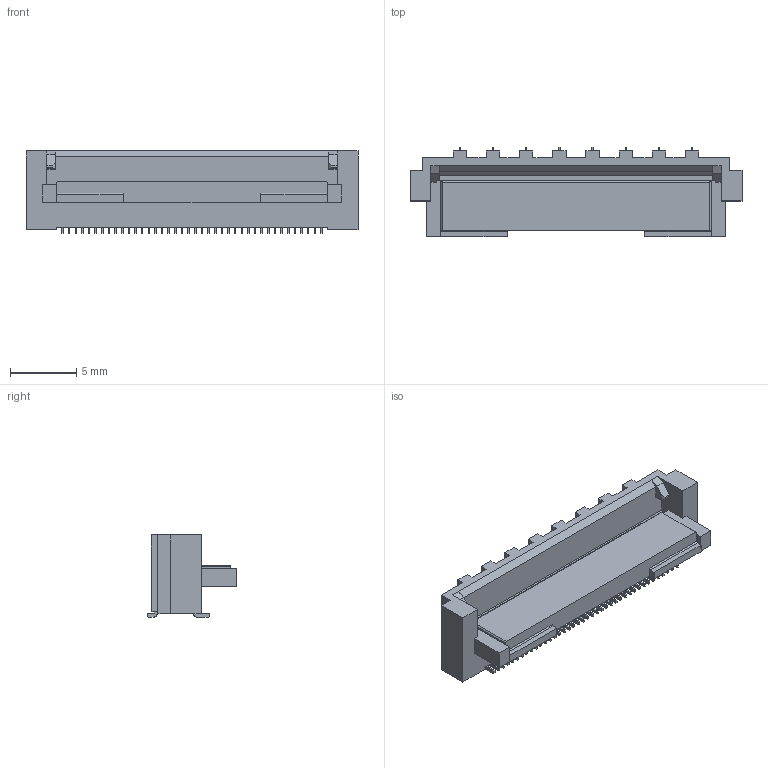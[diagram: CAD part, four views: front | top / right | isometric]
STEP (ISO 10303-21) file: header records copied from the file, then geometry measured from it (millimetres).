
FILE_DESCRIPTION((''),'2;1');
FILE_NAME('HIROSE_FH48-40S-0.5SV.stp','2012-10-15T17:07:43',(''),(''),'Mechanical Desktop 2011','Mechanical Desktop 2011',', , ');
FILE_SCHEMA(('AUTOMOTIVE_DESIGN { 1 2 10303 214 1 1 1 1 }'));
Length unit declared in the file: millimetre
Products named in the file (1): Product
Bounding box: 25 x 6.77 x 6.18 mm (x, y, z)
Volume: 416.1 mm3; surface area: 953.6 mm2
Topology: 54 solids, 54 shells, 647 faces, 1617 edges, 1080 vertices
Faces by surface type: plane 550, cylinder 97
Entity records: 19073 total; most frequent: CARTESIAN_POINT 3343, ORIENTED_EDGE 3230, DIRECTION 3107, EDGE_CURVE 1615, VECTOR 1423, LINE 1423, VERTEX_POINT 1076, AXIS2_PLACEMENT_3D 842
